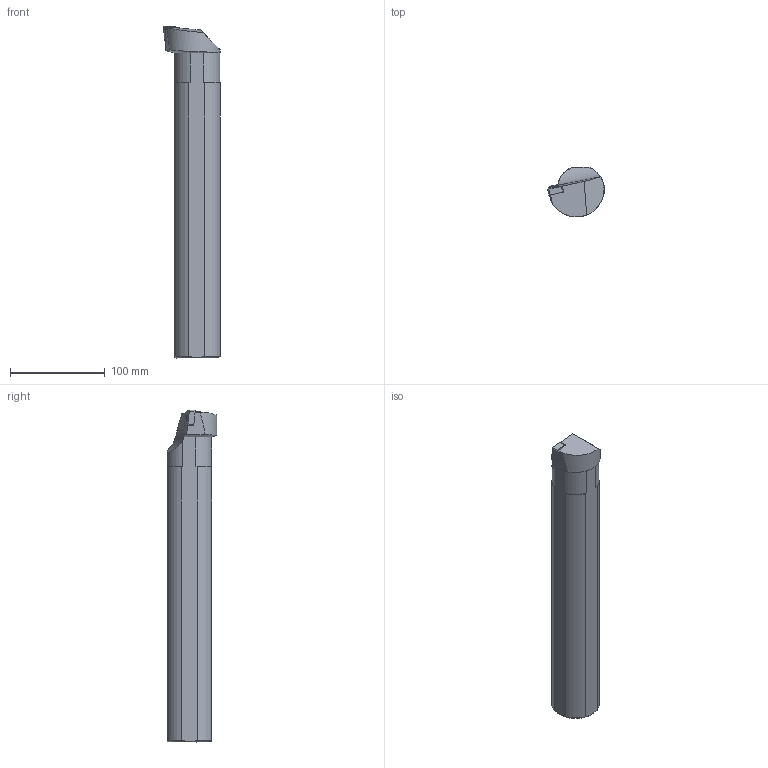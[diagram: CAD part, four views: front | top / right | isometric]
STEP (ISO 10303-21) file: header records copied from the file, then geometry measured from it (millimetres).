
FILE_DESCRIPTION(/* description */ (''),/* implementation_level */ '2;1');
FILE_NAME(/* name */ 'A50U-PCLNL16.stp',/* time_stamp */ '2023-01-16T12:24:28+01:00',/* author */ (''),/* organization */ (''),/* preprocessor_version */ 'ST-DEVELOPER v16.7',/* originating_system */ 'SIEMENS PLM Software NX 12.0',/* authorisation */ '');
FILE_SCHEMA (('AUTOMOTIVE_DESIGN { 1 0 10303 214 3 1 1 1 }'));
Length unit declared in the file: millimetre
Products named in the file (1): kl620E9C84DFkfwj
Bounding box: 59.87 x 52.7 x 350.09 mm (x, y, z)
Volume: 644930.7 mm3; surface area: 58471.4 mm2
Topology: 2 solids, 3 shells, 47 faces, 124 edges, 81 vertices
Faces by surface type: plane 20, cylinder 19, cone 8
Full cylindrical faces by diameter (mm): 3.7 x1, 6.35 x1, 7.342 x1
Entity records: 1450 total; most frequent: CARTESIAN_POINT 293, DIRECTION 238, ORIENTED_EDGE 226, EDGE_CURVE 113, AXIS2_PLACEMENT_3D 93, VERTEX_POINT 77, EDGE_LOOP 56, LINE 52
